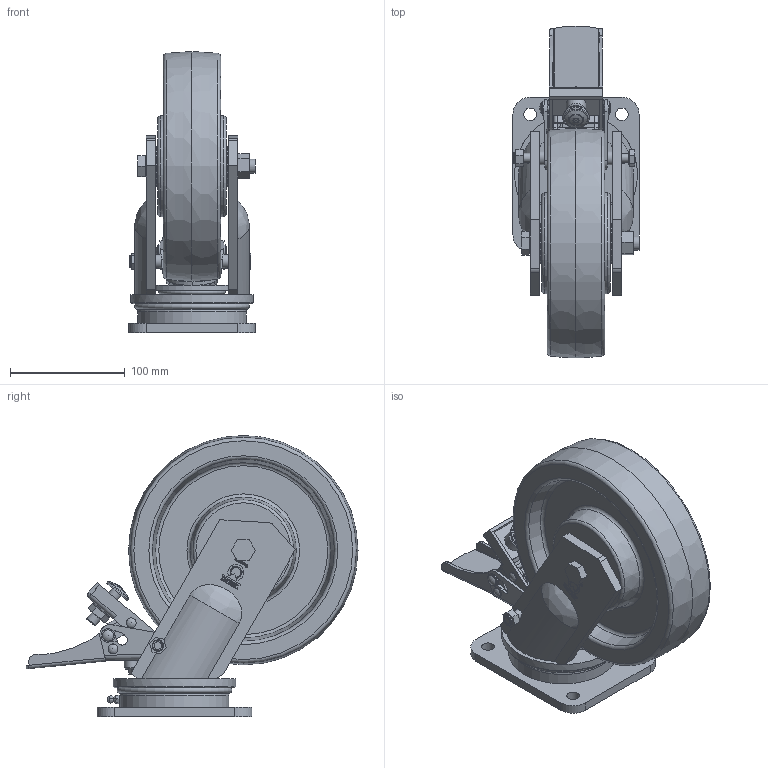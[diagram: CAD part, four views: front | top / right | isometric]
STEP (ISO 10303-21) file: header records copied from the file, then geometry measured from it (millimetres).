
FILE_DESCRIPTION(/* description */ (''),/* implementation_level */ '2;1');
FILE_NAME(/* name */ '0019299K_LP_PO_200_KDS',/* time_stamp */ '2010-12-18T07:57:38+01:00',/* author */ (''),/* organization */ (''),/* preprocessor_version */ 'ST-DEVELOPER v9',/* originating_system */ 'UGS - NX 4.0',/* authorisation */ '');
FILE_SCHEMA (('CONFIG_CONTROL_DESIGN'));
Length unit declared in the file: millimetre
Products named in the file (1): 0019299K_LP_PO_200_KDS
Bounding box: 110 x 289.42 x 245 mm (x, y, z)
Volume: 1730235 mm3; surface area: 303811.9 mm2
Topology: 6 solids, 11 shells, 1000 faces, 2648 edges, 1736 vertices
Faces by surface type: plane 505, extrusion 202, cylinder 180, cone 47, torus 44, bspline 17, sphere 5
Full cylindrical faces by diameter (mm): 2 x2, 4 x3, 5 x1, 5.8 x4, 6 x13, 6.3 x2, 6.647 x1, 8 x3, 8.2 x2, 8.4 x2, 8.5 x4, 9 x1, 9.8 x1, 10 x6, 11 x4, 11.63 x1, 11.8 x2, 12 x6, 12.2 x2, 16.63 x1, 17 x1, 20 x3, 23.6 x1, 25 x4, 33.802 x4, 35 x2, 42 x1, 43.198 x4, 80 x1, 95 x1
Entity records: 34163 total; most frequent: CARTESIAN_POINT 11787, ORIENTED_EDGE 4806, DIRECTION 3744, EDGE_CURVE 2403, VERTEX_POINT 1652, EDGE_LOOP 1307, AXIS2_PLACEMENT_3D 1293, VECTOR 1158
